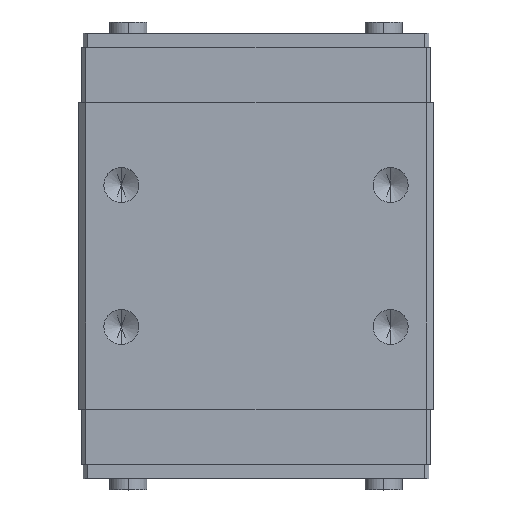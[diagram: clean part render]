
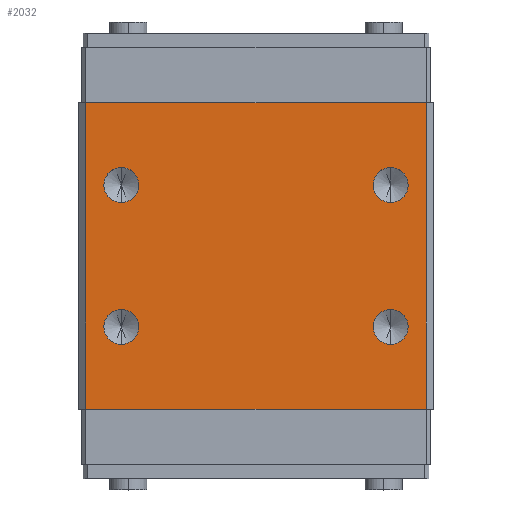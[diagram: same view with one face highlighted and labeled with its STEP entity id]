
A CAD part, top view. The second image highlights one B-rep face of the part: STEP entity #2032.
In plain terms, the highlighted planar face has unit normal (0, 0, 1).
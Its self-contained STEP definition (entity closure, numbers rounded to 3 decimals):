
#88 = CIRCLE ( 'NONE', #3333, 1.229 ) ;
#106 = ORIENTED_EDGE ( 'NONE', *, *, #191, .T. ) ;
#146 = VECTOR ( 'NONE', #2820, 1000. ) ;
#150 = VERTEX_POINT ( 'NONE', #554 ) ;
#168 = CARTESIAN_POINT ( 'NONE',  ( 9.5, -5., 9. ) ) ;
#177 = FACE_BOUND ( 'NONE', #2742, .T. ) ;
#191 = EDGE_CURVE ( 'NONE', #3940, #1109, #1911, .T. ) ;
#194 = DIRECTION ( 'NONE',  ( 0., -1., 0. ) ) ;
#216 = CARTESIAN_POINT ( 'NONE',  ( 12., 10.8, 9. ) ) ;
#262 = DIRECTION ( 'NONE',  ( 0., 1., 0. ) ) ;
#318 = EDGE_LOOP ( 'NONE', ( #1294, #3421 ) ) ;
#416 = ORIENTED_EDGE ( 'NONE', *, *, #713, .T. ) ;
#481 = VECTOR ( 'NONE', #262, 1000. ) ;
#483 = CARTESIAN_POINT ( 'NONE',  ( -9.5, -5., 9. ) ) ;
#495 = FACE_BOUND ( 'NONE', #318, .T. ) ;
#516 = DIRECTION ( 'NONE',  ( 1., 0., 0. ) ) ;
#534 = CIRCLE ( 'NONE', #1583, 1.229 ) ;
#539 = FACE_BOUND ( 'NONE', #4299, .T. ) ;
#548 = EDGE_CURVE ( 'NONE', #2424, #4316, #4203, .T. ) ;
#549 = CARTESIAN_POINT ( 'NONE',  ( -9.5, -5., 9. ) ) ;
#554 = CARTESIAN_POINT ( 'NONE',  ( -9.5, -3.771, 9. ) ) ;
#578 = CARTESIAN_POINT ( 'NONE',  ( -9.5, 5., 9. ) ) ;
#630 = EDGE_CURVE ( 'NONE', #4276, #4572, #687, .T. ) ;
#687 = CIRCLE ( 'NONE', #3839, 1.229 ) ;
#713 = EDGE_CURVE ( 'NONE', #2451, #2424, #1808, .T. ) ;
#756 = DIRECTION ( 'NONE',  ( 1., 0., 0. ) ) ;
#790 = AXIS2_PLACEMENT_3D ( 'NONE', #1089, #4229, #2529 ) ;
#841 = PLANE ( 'NONE',  #2716 ) ;
#899 = EDGE_CURVE ( 'NONE', #2451, #2061, #4501, .T. ) ;
#924 = DIRECTION ( 'NONE',  ( 0., 0., -1. ) ) ;
#932 = CARTESIAN_POINT ( 'NONE',  ( -12., 10.8, 9. ) ) ;
#1089 = CARTESIAN_POINT ( 'NONE',  ( 9.5, 5., 9. ) ) ;
#1095 = CARTESIAN_POINT ( 'NONE',  ( -12., -10.8, 9. ) ) ;
#1109 = VERTEX_POINT ( 'NONE', #4004 ) ;
#1219 = CARTESIAN_POINT ( 'NONE',  ( -9.5, -6.229, 9. ) ) ;
#1242 = CARTESIAN_POINT ( 'NONE',  ( -12., -10.8, 9. ) ) ;
#1264 = AXIS2_PLACEMENT_3D ( 'NONE', #168, #3776, #194 ) ;
#1294 = ORIENTED_EDGE ( 'NONE', *, *, #4278, .T. ) ;
#1315 = EDGE_CURVE ( 'NONE', #150, #3939, #534, .T. ) ;
#1325 = CIRCLE ( 'NONE', #3065, 1.229 ) ;
#1348 = CARTESIAN_POINT ( 'NONE',  ( 9.5, -5., 9. ) ) ;
#1445 = CARTESIAN_POINT ( 'NONE',  ( -12., 10.8, 9. ) ) ;
#1583 = AXIS2_PLACEMENT_3D ( 'NONE', #483, #3386, #3342 ) ;
#1623 = DIRECTION ( 'NONE',  ( 0., 0., 1. ) ) ;
#1633 = CARTESIAN_POINT ( 'NONE',  ( 9.5, -6.229, 9. ) ) ;
#1645 = CARTESIAN_POINT ( 'NONE',  ( -12., -10.8, 9. ) ) ;
#1689 = DIRECTION ( 'NONE',  ( 0., -1., 0. ) ) ;
#1737 = DIRECTION ( 'NONE',  ( 0., 0., -1. ) ) ;
#1791 = VERTEX_POINT ( 'NONE', #4632 ) ;
#1808 = LINE ( 'NONE', #1095, #146 ) ;
#1846 = CARTESIAN_POINT ( 'NONE',  ( 9.5, 3.771, 9. ) ) ;
#1911 = CIRCLE ( 'NONE', #3209, 1.229 ) ;
#1917 = CIRCLE ( 'NONE', #3136, 1.229 ) ;
#1919 = CARTESIAN_POINT ( 'NONE',  ( 9.5, -3.771, 9. ) ) ;
#1953 = VERTEX_POINT ( 'NONE', #1846 ) ;
#1967 = DIRECTION ( 'NONE',  ( 0., -1., 0. ) ) ;
#2032 = ADVANCED_FACE ( 'NONE', ( #2728, #2656, #495, #539, #177 ), #841, .T. ) ;
#2061 = VERTEX_POINT ( 'NONE', #932 ) ;
#2243 = DIRECTION ( 'NONE',  ( 0., -1., 0. ) ) ;
#2255 = ORIENTED_EDGE ( 'NONE', *, *, #630, .T. ) ;
#2293 = EDGE_CURVE ( 'NONE', #1109, #3940, #88, .T. ) ;
#2323 = CARTESIAN_POINT ( 'NONE',  ( -9.5, 5., 9. ) ) ;
#2335 = VECTOR ( 'NONE', #3002, 1000. ) ;
#2339 = DIRECTION ( 'NONE',  ( 0., 0., -1. ) ) ;
#2370 = DIRECTION ( 'NONE',  ( 0., -1., 0. ) ) ;
#2424 = VERTEX_POINT ( 'NONE', #2546 ) ;
#2451 = VERTEX_POINT ( 'NONE', #2503 ) ;
#2503 = CARTESIAN_POINT ( 'NONE',  ( -12., -10.8, 9. ) ) ;
#2523 = ORIENTED_EDGE ( 'NONE', *, *, #548, .T. ) ;
#2529 = DIRECTION ( 'NONE',  ( 0., -1., 0. ) ) ;
#2546 = CARTESIAN_POINT ( 'NONE',  ( 12., -10.8, 9. ) ) ;
#2586 = DIRECTION ( 'NONE',  ( 0., 0., -1. ) ) ;
#2629 = ORIENTED_EDGE ( 'NONE', *, *, #2293, .T. ) ;
#2652 = CARTESIAN_POINT ( 'NONE',  ( -9.5, 3.771, 9. ) ) ;
#2656 = FACE_BOUND ( 'NONE', #4557, .T. ) ;
#2677 = EDGE_CURVE ( 'NONE', #4572, #4276, #4205, .T. ) ;
#2716 = AXIS2_PLACEMENT_3D ( 'NONE', #1242, #1623, #516 ) ;
#2728 = FACE_OUTER_BOUND ( 'NONE', #3219, .T. ) ;
#2742 = EDGE_LOOP ( 'NONE', ( #2980, #3133 ) ) ;
#2749 = ORIENTED_EDGE ( 'NONE', *, *, #3297, .F. ) ;
#2820 = DIRECTION ( 'NONE',  ( 1., 0., 0. ) ) ;
#2980 = ORIENTED_EDGE ( 'NONE', *, *, #3684, .T. ) ;
#3002 = DIRECTION ( 'NONE',  ( 0., 1., 0. ) ) ;
#3029 = VECTOR ( 'NONE', #756, 1000. ) ;
#3065 = AXIS2_PLACEMENT_3D ( 'NONE', #549, #2339, #1967 ) ;
#3133 = ORIENTED_EDGE ( 'NONE', *, *, #3626, .T. ) ;
#3136 = AXIS2_PLACEMENT_3D ( 'NONE', #3286, #2586, #2243 ) ;
#3209 = AXIS2_PLACEMENT_3D ( 'NONE', #2323, #924, #2370 ) ;
#3219 = EDGE_LOOP ( 'NONE', ( #2749, #4451, #416, #2523 ) ) ;
#3286 = CARTESIAN_POINT ( 'NONE',  ( 9.5, 5., 9. ) ) ;
#3297 = EDGE_CURVE ( 'NONE', #2061, #4316, #4013, .T. ) ;
#3333 = AXIS2_PLACEMENT_3D ( 'NONE', #578, #1737, #1689 ) ;
#3342 = DIRECTION ( 'NONE',  ( 0., -1., 0. ) ) ;
#3386 = DIRECTION ( 'NONE',  ( 0., 0., -1. ) ) ;
#3421 = ORIENTED_EDGE ( 'NONE', *, *, #1315, .T. ) ;
#3449 = DIRECTION ( 'NONE',  ( 0., 0., -1. ) ) ;
#3500 = CARTESIAN_POINT ( 'NONE',  ( 12., -10.8, 9. ) ) ;
#3587 = CIRCLE ( 'NONE', #790, 1.229 ) ;
#3626 = EDGE_CURVE ( 'NONE', #1791, #1953, #3587, .T. ) ;
#3684 = EDGE_CURVE ( 'NONE', #1953, #1791, #1917, .T. ) ;
#3760 = ORIENTED_EDGE ( 'NONE', *, *, #2677, .T. ) ;
#3776 = DIRECTION ( 'NONE',  ( 0., 0., -1. ) ) ;
#3839 = AXIS2_PLACEMENT_3D ( 'NONE', #1348, #3449, #4230 ) ;
#3939 = VERTEX_POINT ( 'NONE', #1219 ) ;
#3940 = VERTEX_POINT ( 'NONE', #2652 ) ;
#4004 = CARTESIAN_POINT ( 'NONE',  ( -9.5, 6.229, 9. ) ) ;
#4013 = LINE ( 'NONE', #1445, #3029 ) ;
#4203 = LINE ( 'NONE', #3500, #481 ) ;
#4205 = CIRCLE ( 'NONE', #1264, 1.229 ) ;
#4229 = DIRECTION ( 'NONE',  ( 0., 0., -1. ) ) ;
#4230 = DIRECTION ( 'NONE',  ( 0., -1., 0. ) ) ;
#4276 = VERTEX_POINT ( 'NONE', #1919 ) ;
#4278 = EDGE_CURVE ( 'NONE', #3939, #150, #1325, .T. ) ;
#4299 = EDGE_LOOP ( 'NONE', ( #106, #2629 ) ) ;
#4316 = VERTEX_POINT ( 'NONE', #216 ) ;
#4451 = ORIENTED_EDGE ( 'NONE', *, *, #899, .F. ) ;
#4501 = LINE ( 'NONE', #1645, #2335 ) ;
#4557 = EDGE_LOOP ( 'NONE', ( #3760, #2255 ) ) ;
#4572 = VERTEX_POINT ( 'NONE', #1633 ) ;
#4632 = CARTESIAN_POINT ( 'NONE',  ( 9.5, 6.229, 9. ) ) ;
